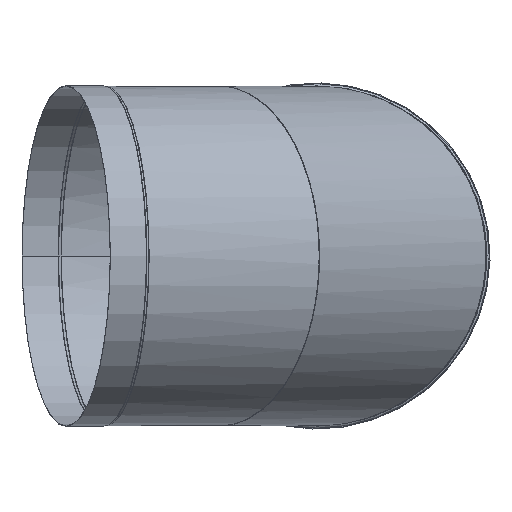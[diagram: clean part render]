
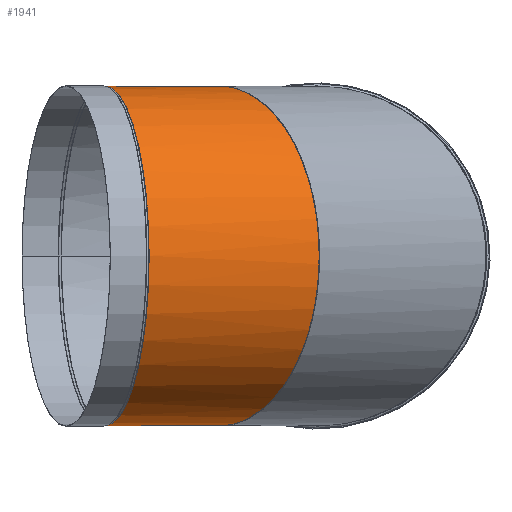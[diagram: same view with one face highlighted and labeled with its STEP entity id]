
A CAD part, left-side view. The second image highlights one B-rep face of the part: STEP entity #1941.
In plain terms, the highlighted cylindrical face has radius 316 mm (diameter 632 mm), a partial arc.
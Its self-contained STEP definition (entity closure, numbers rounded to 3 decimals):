
#194=CIRCLE('',#2171,316.);
#242=CYLINDRICAL_SURFACE('',#2170,316.);
#342=FACE_OUTER_BOUND('',#474,.T.);
#474=EDGE_LOOP('',(#1512,#1513,#1514,#1515));
#538=ELLIPSE('',#2167,333.71,316.);
#630=LINE('',#3284,#746);
#633=LINE('',#3290,#749);
#746=VECTOR('',#2709,113.92);
#749=VECTOR('',#2714,113.92);
#864=VERTEX_POINT('',#3274);
#866=VERTEX_POINT('',#3277);
#868=VERTEX_POINT('',#3283);
#870=VERTEX_POINT('',#3289);
#1087=EDGE_CURVE('',#866,#864,#538,.T.);
#1090=EDGE_CURVE('',#868,#866,#630,.T.);
#1093=EDGE_CURVE('',#870,#864,#633,.T.);
#1094=EDGE_CURVE('',#870,#868,#194,.T.);
#1512=ORIENTED_EDGE('',*,*,#1087,.T.);
#1513=ORIENTED_EDGE('',*,*,#1093,.F.);
#1514=ORIENTED_EDGE('',*,*,#1094,.T.);
#1515=ORIENTED_EDGE('',*,*,#1090,.T.);
#1941=ADVANCED_FACE('',(#342),#242,.T.);
#2167=AXIS2_PLACEMENT_3D('',#3278,#2702,#2703);
#2170=AXIS2_PLACEMENT_3D('',#3288,#2712,#2713);
#2171=AXIS2_PLACEMENT_3D('',#3291,#2715,#2716);
#2702=DIRECTION('center_axis',(-0.321,-0.947,0.));
#2703=DIRECTION('ref_axis',(0.947,-0.321,0.));
#2709=DIRECTION('',(0.,1.,0.));
#2712=DIRECTION('center_axis',(0.,1.,0.));
#2713=DIRECTION('ref_axis',(1.,0.,0.));
#2714=DIRECTION('',(0.,1.,0.));
#2715=DIRECTION('center_axis',(0.,1.,0.));
#2716=DIRECTION('ref_axis',(1.,0.,0.));
#3274=CARTESIAN_POINT('',(316.,189.232,0.));
#3277=CARTESIAN_POINT('',(316.,189.233,0.552));
#3278=CARTESIAN_POINT('Origin',(0.,296.5,0.));
#3283=CARTESIAN_POINT('',(316.,75.312,0.552));
#3284=CARTESIAN_POINT('',(316.,75.312,0.552));
#3288=CARTESIAN_POINT('Origin',(0.,534.895,0.));
#3289=CARTESIAN_POINT('',(316.,75.312,0.));
#3290=CARTESIAN_POINT('',(316.,75.312,0.));
#3291=CARTESIAN_POINT('Origin',(0.,75.312,0.));
